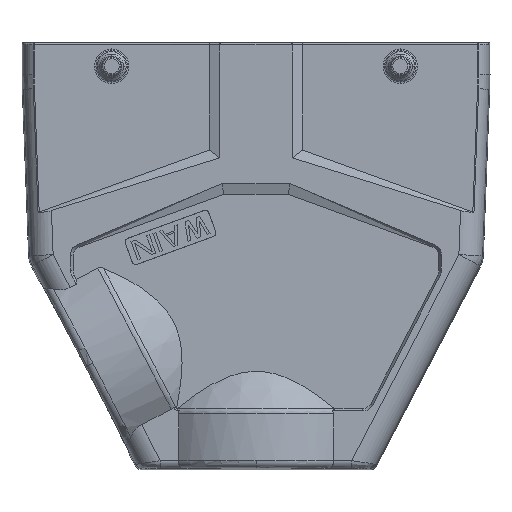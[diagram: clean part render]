
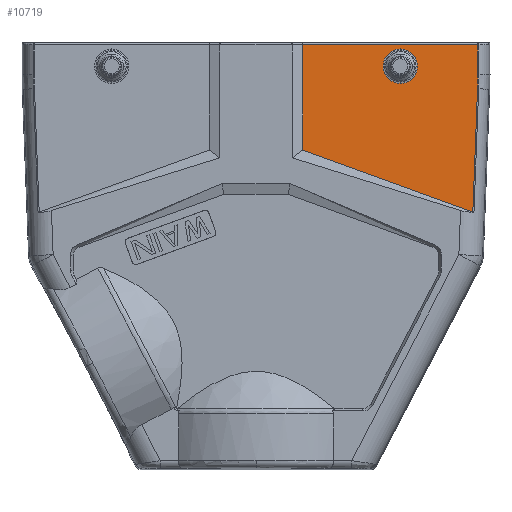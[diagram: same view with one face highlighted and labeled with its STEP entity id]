
A CAD part, top view. The second image highlights one B-rep face of the part: STEP entity #10719.
In plain terms, the highlighted planar face has unit normal (0, 0, 1).
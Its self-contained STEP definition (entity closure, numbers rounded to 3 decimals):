
#1618=DIRECTION('',(0.,-1.,0.));
#1619=VECTOR('',#1618,26.953);
#1620=CARTESIAN_POINT('',(-98.,53.453,21.5));
#1621=LINE('',#1620,#1619);
#1629=DIRECTION('',(-0.94,0.342,0.));
#1630=VECTOR('',#1629,46.4);
#1631=CARTESIAN_POINT('',(-54.398,10.63,21.5));
#1632=LINE('',#1631,#1630);
#1633=CARTESIAN_POINT('',(-150.278,45.907,21.515));
#1634=DIRECTION('',(0.,0.,-1.));
#1635=DIRECTION('',(1.,0.,0.));
#1636=AXIS2_PLACEMENT_3D('',#1633,#1634,#1635);
#1638=DIRECTION('',(-0.038,-0.999,0.));
#1639=VECTOR('',#1638,31.606);
#1640=CARTESIAN_POINT('',(-53.197,42.214,21.5));
#1641=LINE('',#1640,#1639);
#1642=CARTESIAN_POINT('',(-73.,48.,21.5));
#1643=DIRECTION('',(0.,0.,1.));
#1644=DIRECTION('',(0.,1.,0.));
#1645=AXIS2_PLACEMENT_3D('',#1642,#1643,#1644);
#1647=CARTESIAN_POINT('',(-73.,48.,21.5));
#1648=DIRECTION('',(0.,0.,1.));
#1649=DIRECTION('',(0.,-1.,0.));
#1650=AXIS2_PLACEMENT_3D('',#1647,#1648,#1649);
#1682=DIRECTION('',(0.,1.,0.));
#1683=VECTOR('',#1682,7.547);
#1684=CARTESIAN_POINT('',(-53.127,45.907,21.5));
#1685=LINE('',#1684,#1683);
#4530=DIRECTION('',(-1.,0.,0.));
#4531=VECTOR('',#4530,44.873);
#4532=CARTESIAN_POINT('',(-53.127,53.453,21.5));
#4533=LINE('',#4532,#4531);
#7234=CARTESIAN_POINT('',(-98.,53.453,21.5));
#7235=CARTESIAN_POINT('',(-98.,26.5,21.5));
#7236=VERTEX_POINT('',#7234);
#7237=VERTEX_POINT('',#7235);
#7238=CARTESIAN_POINT('',(-54.398,10.63,21.5));
#7239=VERTEX_POINT('',#7238);
#7240=CARTESIAN_POINT('',(-53.127,53.453,21.5));
#7241=VERTEX_POINT('',#7240);
#7242=CARTESIAN_POINT('',(-53.127,45.907,21.5));
#7243=VERTEX_POINT('',#7242);
#7244=CARTESIAN_POINT('',(-53.197,42.214,21.5));
#7245=VERTEX_POINT('',#7244);
#7246=CARTESIAN_POINT('',(-73.,52.414,21.5));
#7247=CARTESIAN_POINT('',(-73.,43.586,21.5));
#7248=VERTEX_POINT('',#7246);
#7249=VERTEX_POINT('',#7247);
#10695=CARTESIAN_POINT('',(-110.,45.,21.5));
#10696=DIRECTION('',(0.,0.,-1.));
#10697=DIRECTION('',(-1.,0.,0.));
#10698=AXIS2_PLACEMENT_3D('',#10695,#10696,#10697);
#10699=PLANE('',#10698);
#10701=ORIENTED_EDGE('',*,*,#10700,.T.);
#10702=ORIENTED_EDGE('',*,*,#10685,.F.);
#10704=ORIENTED_EDGE('',*,*,#10703,.F.);
#10706=ORIENTED_EDGE('',*,*,#10705,.F.);
#10708=ORIENTED_EDGE('',*,*,#10707,.T.);
#10710=ORIENTED_EDGE('',*,*,#10709,.T.);
#10711=EDGE_LOOP('',(#10701,#10702,#10704,#10706,#10708,#10710));
#10712=FACE_OUTER_BOUND('',#10711,.F.);
#10714=ORIENTED_EDGE('',*,*,#10713,.T.);
#10716=ORIENTED_EDGE('',*,*,#10715,.T.);
#10717=EDGE_LOOP('',(#10714,#10716));
#10718=FACE_BOUND('',#10717,.F.);
#10719=ADVANCED_FACE('',(#10712,#10718),#10699,.F.);
#1637=CIRCLE('',#1636,97.151);
#1646=CIRCLE('',#1645,4.414);
#1651=CIRCLE('',#1650,4.414);
#10685=EDGE_CURVE('',#7236,#7237,#1621,.T.);
#10700=EDGE_CURVE('',#7239,#7237,#1632,.T.);
#10703=EDGE_CURVE('',#7241,#7236,#4533,.T.);
#10705=EDGE_CURVE('',#7243,#7241,#1685,.T.);
#10707=EDGE_CURVE('',#7243,#7245,#1637,.T.);
#10709=EDGE_CURVE('',#7245,#7239,#1641,.T.);
#10713=EDGE_CURVE('',#7248,#7249,#1646,.T.);
#10715=EDGE_CURVE('',#7249,#7248,#1651,.T.);
